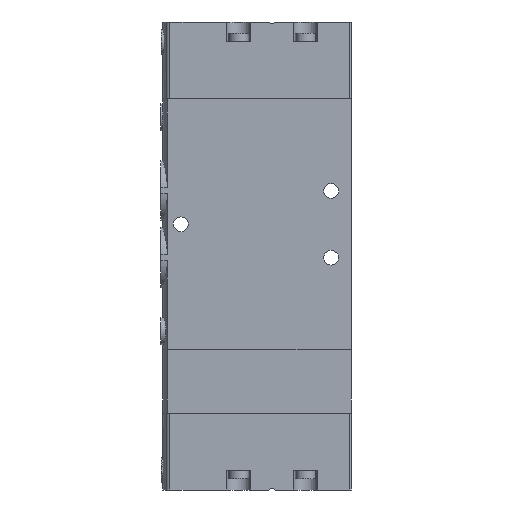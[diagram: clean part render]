
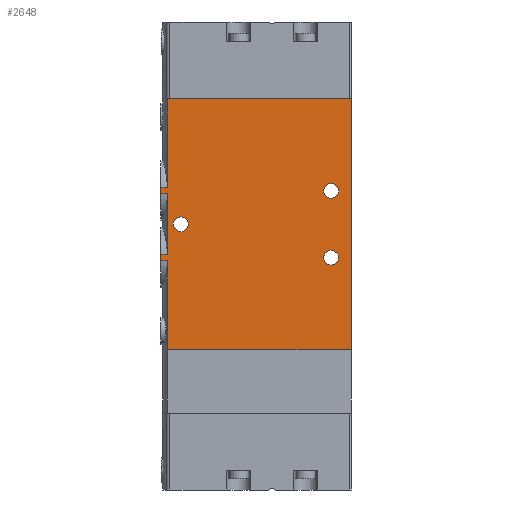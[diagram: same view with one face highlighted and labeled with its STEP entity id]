
A CAD part, left-side view. The second image highlights one B-rep face of the part: STEP entity #2648.
In plain terms, the highlighted face is planar.
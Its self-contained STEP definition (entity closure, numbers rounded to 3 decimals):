
#80=PLANE('',#2883);
#219=CIRCLE('',#2871,2.2);
#221=CIRCLE('',#2874,2.2);
#226=CIRCLE('',#2884,2.2);
#433=ORIENTED_EDGE('',*,*,#1144,.T.);
#434=ORIENTED_EDGE('',*,*,#1169,.T.);
#435=ORIENTED_EDGE('',*,*,#1160,.F.);
#436=ORIENTED_EDGE('',*,*,#1133,.T.);
#437=ORIENTED_EDGE('',*,*,#1146,.T.);
#438=ORIENTED_EDGE('',*,*,#1135,.T.);
#439=ORIENTED_EDGE('',*,*,#1164,.F.);
#440=ORIENTED_EDGE('',*,*,#1125,.T.);
#441=ORIENTED_EDGE('',*,*,#1149,.T.);
#442=ORIENTED_EDGE('',*,*,#1127,.T.);
#443=ORIENTED_EDGE('',*,*,#1156,.F.);
#444=ORIENTED_EDGE('',*,*,#1170,.F.);
#445=ORIENTED_EDGE('',*,*,#1154,.F.);
#446=ORIENTED_EDGE('',*,*,#1152,.F.);
#447=ORIENTED_EDGE('',*,*,#1171,.F.);
#1125=EDGE_CURVE('',#1504,#1503,#1766,.F.);
#1127=EDGE_CURVE('',#1505,#1506,#1767,.T.);
#1133=EDGE_CURVE('',#1512,#1511,#1770,.F.);
#1135=EDGE_CURVE('',#1513,#1514,#1771,.T.);
#1144=EDGE_CURVE('',#1523,#1522,#1775,.T.);
#1146=EDGE_CURVE('',#1511,#1513,#1777,.T.);
#1149=EDGE_CURVE('',#1503,#1505,#1779,.T.);
#1152=EDGE_CURVE('',#1526,#1526,#219,.F.);
#1154=EDGE_CURVE('',#1528,#1528,#221,.F.);
#1156=EDGE_CURVE('',#1530,#1506,#1781,.T.);
#1160=EDGE_CURVE('',#1512,#1533,#1783,.T.);
#1164=EDGE_CURVE('',#1504,#1514,#1785,.T.);
#1169=EDGE_CURVE('',#1522,#1533,#1789,.T.);
#1170=EDGE_CURVE('',#1523,#1530,#1790,.T.);
#1171=EDGE_CURVE('',#1537,#1537,#226,.F.);
#1503=VERTEX_POINT('',#4030);
#1504=VERTEX_POINT('',#4032);
#1505=VERTEX_POINT('',#4045);
#1506=VERTEX_POINT('',#4046);
#1511=VERTEX_POINT('',#4067);
#1512=VERTEX_POINT('',#4069);
#1513=VERTEX_POINT('',#4082);
#1514=VERTEX_POINT('',#4083);
#1522=VERTEX_POINT('',#4109);
#1523=VERTEX_POINT('',#4111);
#1526=VERTEX_POINT('',#4125);
#1528=VERTEX_POINT('',#4130);
#1530=VERTEX_POINT('',#4135);
#1533=VERTEX_POINT('',#4154);
#1537=VERTEX_POINT('',#4182);
#1766=LINE('',#4031,#1908);
#1767=LINE('',#4044,#1909);
#1770=LINE('',#4068,#1912);
#1771=LINE('',#4081,#1913);
#1775=LINE('',#4110,#1917);
#1777=LINE('',#4114,#1919);
#1779=LINE('',#4119,#1921);
#1781=LINE('',#4134,#1923);
#1783=LINE('',#4153,#1925);
#1785=LINE('',#4171,#1927);
#1789=LINE('',#4179,#1931);
#1790=LINE('',#4180,#1932);
#1908=VECTOR('',#3203,1000.);
#1909=VECTOR('',#3206,1000.);
#1912=VECTOR('',#3215,1000.);
#1913=VECTOR('',#3218,1000.);
#1917=VECTOR('',#3232,1000.);
#1919=VECTOR('',#3236,1000.);
#1921=VECTOR('',#3242,1000.);
#1923=VECTOR('',#3260,1000.);
#1925=VECTOR('',#3266,1000.);
#1927=VECTOR('',#3272,1000.);
#1931=VECTOR('',#3282,1000.);
#1932=VECTOR('',#3283,1000.);
#2074=EDGE_LOOP('',(#433,#434,#435,#436,#437,#438,#439,#440,#441,#442,#443,
#444));
#2075=EDGE_LOOP('',(#445));
#2076=EDGE_LOOP('',(#446));
#2077=EDGE_LOOP('',(#447));
#2322=FACE_BOUND('',#2074,.T.);
#2323=FACE_BOUND('',#2075,.T.);
#2324=FACE_BOUND('',#2076,.T.);
#2325=FACE_BOUND('',#2077,.T.);
#2648=ADVANCED_FACE('',(#2322,#2323,#2324,#2325),#80,.F.);
#2871=AXIS2_PLACEMENT_3D('',#4124,#3248,#3249);
#2874=AXIS2_PLACEMENT_3D('',#4129,#3254,#3255);
#2883=AXIS2_PLACEMENT_3D('',#4178,#3280,#3281);
#2884=AXIS2_PLACEMENT_3D('',#4181,#3284,#3285);
#3203=DIRECTION('',(0.,-1.,0.));
#3206=DIRECTION('',(0.,-1.,0.));
#3215=DIRECTION('',(0.,-1.,0.));
#3218=DIRECTION('',(0.,-1.,0.));
#3232=DIRECTION('',(-1.,0.,0.));
#3236=DIRECTION('',(1.,0.,0.));
#3242=DIRECTION('',(1.,0.,0.));
#3248=DIRECTION('',(0.,0.,1.));
#3249=DIRECTION('',(1.,0.,0.));
#3254=DIRECTION('',(0.,0.,1.));
#3255=DIRECTION('',(1.,0.,0.));
#3260=DIRECTION('',(-1.,0.,0.));
#3266=DIRECTION('',(-1.,0.,0.));
#3272=DIRECTION('',(-1.,0.,0.));
#3280=DIRECTION('',(0.,0.,1.));
#3281=DIRECTION('',(1.,0.,0.));
#3282=DIRECTION('',(0.,1.,0.));
#3283=DIRECTION('',(0.,1.,0.));
#3284=DIRECTION('',(0.,0.,1.));
#3285=DIRECTION('',(1.,0.,0.));
#4030=CARTESIAN_POINT('',(46.55,57.,-9.));
#4031=CARTESIAN_POINT('',(46.55,0.,-9.));
#4032=CARTESIAN_POINT('',(46.55,55.018,-9.));
#4044=CARTESIAN_POINT('',(48.45,0.,-9.));
#4045=CARTESIAN_POINT('',(48.45,57.,-9.));
#4046=CARTESIAN_POINT('',(48.45,55.018,-9.));
#4067=CARTESIAN_POINT('',(26.55,57.,-9.));
#4068=CARTESIAN_POINT('',(26.55,0.,-9.));
#4069=CARTESIAN_POINT('',(26.55,55.018,-9.));
#4081=CARTESIAN_POINT('',(28.45,0.,-9.));
#4082=CARTESIAN_POINT('',(28.45,57.,-9.));
#4083=CARTESIAN_POINT('',(28.45,55.018,-9.));
#4109=CARTESIAN_POINT('',(0.,0.,-9.));
#4110=CARTESIAN_POINT('',(75.,0.,-9.));
#4111=CARTESIAN_POINT('',(75.,0.,-9.));
#4114=CARTESIAN_POINT('',(27.5,57.,-9.));
#4119=CARTESIAN_POINT('',(47.5,57.,-9.));
#4124=CARTESIAN_POINT('',(27.5,6.,-9.));
#4125=CARTESIAN_POINT('',(29.7,6.,-9.));
#4129=CARTESIAN_POINT('',(47.5,6.,-9.));
#4130=CARTESIAN_POINT('',(49.7,6.,-9.));
#4134=CARTESIAN_POINT('',(75.,55.018,-9.));
#4135=CARTESIAN_POINT('',(75.,55.018,-9.));
#4153=CARTESIAN_POINT('',(75.,55.018,-9.));
#4154=CARTESIAN_POINT('',(0.,55.018,-9.));
#4171=CARTESIAN_POINT('',(75.,55.018,-9.));
#4178=CARTESIAN_POINT('',(75.,0.,-9.));
#4179=CARTESIAN_POINT('',(0.,0.,-9.));
#4180=CARTESIAN_POINT('',(75.,0.,-9.));
#4181=CARTESIAN_POINT('',(37.5,51.,-9.));
#4182=CARTESIAN_POINT('',(39.7,51.,-9.));
